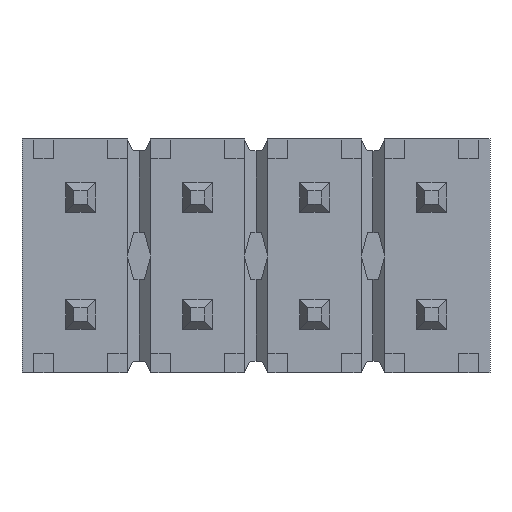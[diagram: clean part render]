
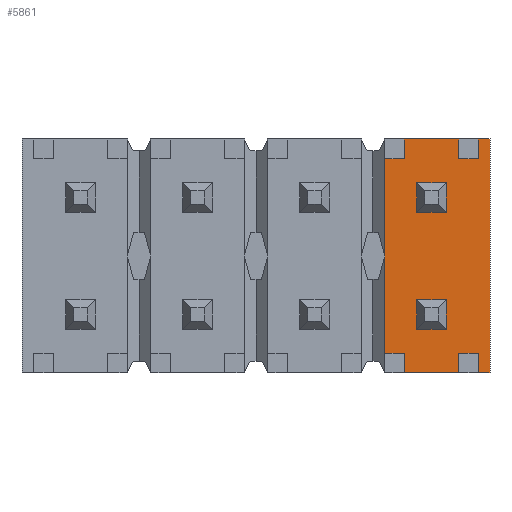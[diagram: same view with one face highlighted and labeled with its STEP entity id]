
A CAD part, front view. The second image highlights one B-rep face of the part: STEP entity #5861.
In plain terms, the highlighted planar face has unit normal (0, -1, 0).
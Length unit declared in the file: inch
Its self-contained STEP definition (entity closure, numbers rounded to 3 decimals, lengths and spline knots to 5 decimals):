
#1317=ORIENTED_EDGE('',*,*,#2401,.T.);
#1318=ORIENTED_EDGE('',*,*,#2138,.T.);
#1319=ORIENTED_EDGE('',*,*,#2264,.T.);
#1320=ORIENTED_EDGE('',*,*,#2403,.T.);
#1321=ORIENTED_EDGE('',*,*,#2295,.F.);
#1322=ORIENTED_EDGE('',*,*,#2134,.T.);
#1323=ORIENTED_EDGE('',*,*,#2300,.T.);
#1324=ORIENTED_EDGE('',*,*,#2404,.T.);
#1325=ORIENTED_EDGE('',*,*,#2048,.F.);
#1326=ORIENTED_EDGE('',*,*,#2052,.F.);
#1327=ORIENTED_EDGE('',*,*,#2405,.F.);
#1328=ORIENTED_EDGE('',*,*,#2301,.T.);
#1329=ORIENTED_EDGE('',*,*,#2199,.T.);
#1330=ORIENTED_EDGE('',*,*,#2298,.F.);
#1331=ORIENTED_EDGE('',*,*,#2406,.F.);
#1332=ORIENTED_EDGE('',*,*,#2265,.T.);
#1333=ORIENTED_EDGE('',*,*,#2195,.T.);
#1334=ORIENTED_EDGE('',*,*,#2383,.F.);
#1335=ORIENTED_EDGE('',*,*,#2310,.F.);
#1336=ORIENTED_EDGE('',*,*,#2307,.F.);
#1337=ORIENTED_EDGE('',*,*,#2304,.F.);
#1338=ORIENTED_EDGE('',*,*,#2385,.F.);
#1339=ORIENTED_EDGE('',*,*,#2320,.F.);
#1340=ORIENTED_EDGE('',*,*,#2317,.F.);
#1341=ORIENTED_EDGE('',*,*,#2314,.F.);
#2048=EDGE_CURVE('',#2710,#2711,#3350,.T.);
#2052=EDGE_CURVE('',#2714,#2710,#3354,.T.);
#2134=EDGE_CURVE('',#2781,#2780,#3436,.T.);
#2138=EDGE_CURVE('',#2785,#2784,#3440,.T.);
#2195=EDGE_CURVE('',#2822,#2821,#3497,.T.);
#2199=EDGE_CURVE('',#2826,#2825,#3501,.T.);
#2264=EDGE_CURVE('',#2784,#2861,#3566,.T.);
#2265=EDGE_CURVE('',#2862,#2822,#3567,.T.);
#2295=EDGE_CURVE('',#2781,#2877,#3597,.T.);
#2298=EDGE_CURVE('',#2878,#2825,#3600,.T.);
#2300=EDGE_CURVE('',#2780,#2879,#3602,.T.);
#2301=EDGE_CURVE('',#2880,#2826,#3603,.T.);
#2304=EDGE_CURVE('',#2882,#2883,#3606,.T.);
#2307=EDGE_CURVE('',#2883,#2885,#3609,.T.);
#2310=EDGE_CURVE('',#2885,#2887,#3612,.T.);
#2314=EDGE_CURVE('',#2890,#2891,#3616,.T.);
#2317=EDGE_CURVE('',#2891,#2893,#3619,.T.);
#2320=EDGE_CURVE('',#2893,#2895,#3622,.T.);
#2383=EDGE_CURVE('',#2887,#2882,#3685,.T.);
#2385=EDGE_CURVE('',#2895,#2890,#3687,.T.);
#2401=EDGE_CURVE('',#2821,#2785,#3703,.T.);
#2403=EDGE_CURVE('',#2861,#2877,#3705,.T.);
#2404=EDGE_CURVE('',#2879,#2711,#3706,.T.);
#2405=EDGE_CURVE('',#2880,#2714,#3707,.T.);
#2406=EDGE_CURVE('',#2862,#2878,#3708,.T.);
#2710=VERTEX_POINT('',#8560);
#2711=VERTEX_POINT('',#8562);
#2714=VERTEX_POINT('',#8570);
#2780=VERTEX_POINT('',#8729);
#2781=VERTEX_POINT('',#8731);
#2784=VERTEX_POINT('',#8737);
#2785=VERTEX_POINT('',#8739);
#2821=VERTEX_POINT('',#8837);
#2822=VERTEX_POINT('',#8839);
#2825=VERTEX_POINT('',#8845);
#2826=VERTEX_POINT('',#8847);
#2861=VERTEX_POINT('',#8975);
#2862=VERTEX_POINT('',#8979);
#2877=VERTEX_POINT('',#9039);
#2878=VERTEX_POINT('',#9043);
#2879=VERTEX_POINT('',#9047);
#2880=VERTEX_POINT('',#9051);
#2882=VERTEX_POINT('',#9056);
#2883=VERTEX_POINT('',#9058);
#2885=VERTEX_POINT('',#9064);
#2887=VERTEX_POINT('',#9070);
#2890=VERTEX_POINT('',#9077);
#2891=VERTEX_POINT('',#9079);
#2893=VERTEX_POINT('',#9085);
#2895=VERTEX_POINT('',#9091);
#3350=LINE('',#8561,#4156);
#3354=LINE('',#8569,#4160);
#3436=LINE('',#8730,#4242);
#3440=LINE('',#8738,#4246);
#3497=LINE('',#8838,#4303);
#3501=LINE('',#8846,#4307);
#3566=LINE('',#8976,#4372);
#3567=LINE('',#8978,#4373);
#3597=LINE('',#9038,#4403);
#3600=LINE('',#9044,#4406);
#3602=LINE('',#9048,#4408);
#3603=LINE('',#9050,#4409);
#3606=LINE('',#9057,#4412);
#3609=LINE('',#9063,#4415);
#3612=LINE('',#9069,#4418);
#3616=LINE('',#9078,#4422);
#3619=LINE('',#9084,#4425);
#3622=LINE('',#9090,#4428);
#3685=LINE('',#9222,#4491);
#3687=LINE('',#9225,#4493);
#3703=LINE('',#9249,#4509);
#3705=LINE('',#9256,#4511);
#3706=LINE('',#9257,#4512);
#3707=LINE('',#9258,#4513);
#3708=LINE('',#9259,#4514);
#4156=VECTOR('',#7004,39.37008);
#4160=VECTOR('',#7010,39.37008);
#4242=VECTOR('',#7116,39.37008);
#4246=VECTOR('',#7120,39.37008);
#4303=VECTOR('',#7189,39.37008);
#4307=VECTOR('',#7193,39.37008);
#4372=VECTOR('',#7316,39.37008);
#4373=VECTOR('',#7319,39.37008);
#4403=VECTOR('',#7379,39.37008);
#4406=VECTOR('',#7384,39.37008);
#4408=VECTOR('',#7388,39.37008);
#4409=VECTOR('',#7391,39.37008);
#4412=VECTOR('',#7396,39.37008);
#4415=VECTOR('',#7401,39.37008);
#4418=VECTOR('',#7406,39.37008);
#4422=VECTOR('',#7412,39.37008);
#4425=VECTOR('',#7417,39.37008);
#4428=VECTOR('',#7422,39.37008);
#4491=VECTOR('',#7523,39.37008);
#4493=VECTOR('',#7527,39.37008);
#4509=VECTOR('',#7559,39.37008);
#4511=VECTOR('',#7571,39.37008);
#4512=VECTOR('',#7572,39.37008);
#4513=VECTOR('',#7573,39.37008);
#4514=VECTOR('',#7574,39.37008);
#4849=EDGE_LOOP('',(#1317,#1318,#1319,#1320,#1321,#1322,#1323,#1324,#1325,
#1326,#1327,#1328,#1329,#1330,#1331,#1332,#1333));
#4850=EDGE_LOOP('',(#1334,#1335,#1336,#1337));
#4851=EDGE_LOOP('',(#1338,#1339,#1340,#1341));
#5205=FACE_BOUND('',#4849,.T.);
#5206=FACE_BOUND('',#4850,.T.);
#5207=FACE_BOUND('',#4851,.T.);
#5537=PLANE('',#6212);
#5861=ADVANCED_FACE('',(#5205,#5206,#5207),#5537,.T.);
#6212=AXIS2_PLACEMENT_3D('',#9255,#7569,#7570);
#7004=DIRECTION('',(0.,0.,1.));
#7010=DIRECTION('',(0.,0.,1.));
#7116=DIRECTION('',(-1.,0.,0.));
#7120=DIRECTION('',(-1.,0.,0.));
#7189=DIRECTION('',(1.,0.,0.));
#7193=DIRECTION('',(1.,0.,0.));
#7316=DIRECTION('',(0.,0.,-1.));
#7319=DIRECTION('',(0.,0.,-1.));
#7379=DIRECTION('',(0.,0.,-1.));
#7384=DIRECTION('',(0.,0.,-1.));
#7388=DIRECTION('',(0.,0.,-1.));
#7391=DIRECTION('',(0.,0.,-1.));
#7396=DIRECTION('',(1.,0.,0.));
#7401=DIRECTION('',(0.,0.,1.));
#7406=DIRECTION('',(-1.,0.,0.));
#7412=DIRECTION('',(1.,0.,0.));
#7417=DIRECTION('',(0.,0.,1.));
#7422=DIRECTION('',(-1.,0.,0.));
#7523=DIRECTION('',(0.,0.,-1.));
#7527=DIRECTION('',(0.,0.,-1.));
#7559=DIRECTION('',(0.,0.,1.));
#7569=DIRECTION('',(0.,-1.,0.));
#7570=DIRECTION('',(0.,0.,-1.));
#7571=DIRECTION('',(-1.,0.,0.));
#7572=DIRECTION('',(-1.,0.,0.));
#7573=DIRECTION('',(-1.,0.,0.));
#7574=DIRECTION('',(-1.,0.,0.));
#8560=CARTESIAN_POINT('',(0.11,0.02,0.));
#8561=CARTESIAN_POINT('',(0.11,0.02,0.4));
#8562=CARTESIAN_POINT('',(0.11,0.02,0.083));
#8569=CARTESIAN_POINT('',(0.11,0.02,0.4));
#8570=CARTESIAN_POINT('',(0.11,0.02,-0.083));
#8729=CARTESIAN_POINT('',(0.12688,0.02,0.1));
#8730=CARTESIAN_POINT('',(-0.2,0.02,0.1));
#8731=CARTESIAN_POINT('',(0.17312,0.02,0.1));
#8737=CARTESIAN_POINT('',(0.19012,0.02,0.1));
#8738=CARTESIAN_POINT('',(-0.2,0.02,0.1));
#8739=CARTESIAN_POINT('',(0.2,0.02,0.1));
#8837=CARTESIAN_POINT('',(0.2,0.02,-0.1));
#8838=CARTESIAN_POINT('',(0.2,0.02,-0.1));
#8839=CARTESIAN_POINT('',(0.19012,0.02,-0.1));
#8845=CARTESIAN_POINT('',(0.17312,0.02,-0.1));
#8846=CARTESIAN_POINT('',(0.2,0.02,-0.1));
#8847=CARTESIAN_POINT('',(0.12688,0.02,-0.1));
#8975=CARTESIAN_POINT('',(0.19012,0.02,0.083));
#8976=CARTESIAN_POINT('',(0.19012,0.02,0.2));
#8978=CARTESIAN_POINT('',(0.19012,0.02,0.2));
#8979=CARTESIAN_POINT('',(0.19012,0.02,-0.083));
#9038=CARTESIAN_POINT('',(0.17312,0.02,0.2));
#9039=CARTESIAN_POINT('',(0.17312,0.02,0.083));
#9043=CARTESIAN_POINT('',(0.17312,0.02,-0.083));
#9044=CARTESIAN_POINT('',(0.17312,0.02,0.2));
#9047=CARTESIAN_POINT('',(0.12688,0.02,0.083));
#9048=CARTESIAN_POINT('',(0.12688,0.02,0.2));
#9050=CARTESIAN_POINT('',(0.12688,0.02,0.2));
#9051=CARTESIAN_POINT('',(0.12688,0.02,-0.083));
#9056=CARTESIAN_POINT('',(0.1375,0.02,0.0375));
#9057=CARTESIAN_POINT('',(0.1625,0.02,0.0375));
#9058=CARTESIAN_POINT('',(0.1625,0.02,0.0375));
#9063=CARTESIAN_POINT('',(0.1625,0.02,0.0625));
#9064=CARTESIAN_POINT('',(0.1625,0.02,0.0625));
#9069=CARTESIAN_POINT('',(0.1375,0.02,0.0625));
#9070=CARTESIAN_POINT('',(0.1375,0.02,0.0625));
#9077=CARTESIAN_POINT('',(0.1375,0.02,-0.0625));
#9078=CARTESIAN_POINT('',(0.1625,0.02,-0.0625));
#9079=CARTESIAN_POINT('',(0.1625,0.02,-0.0625));
#9084=CARTESIAN_POINT('',(0.1625,0.02,-0.0375));
#9085=CARTESIAN_POINT('',(0.1625,0.02,-0.0375));
#9090=CARTESIAN_POINT('',(0.1375,0.02,-0.0375));
#9091=CARTESIAN_POINT('',(0.1375,0.02,-0.0375));
#9222=CARTESIAN_POINT('',(0.1375,0.02,0.0375));
#9225=CARTESIAN_POINT('',(0.1375,0.02,-0.0625));
#9249=CARTESIAN_POINT('',(0.2,0.02,0.1));
#9255=CARTESIAN_POINT('',(0.23637,0.02,0.2));
#9256=CARTESIAN_POINT('',(0.4,0.02,0.083));
#9257=CARTESIAN_POINT('',(0.4,0.02,0.083));
#9258=CARTESIAN_POINT('',(0.4,0.02,-0.083));
#9259=CARTESIAN_POINT('',(0.4,0.02,-0.083));
